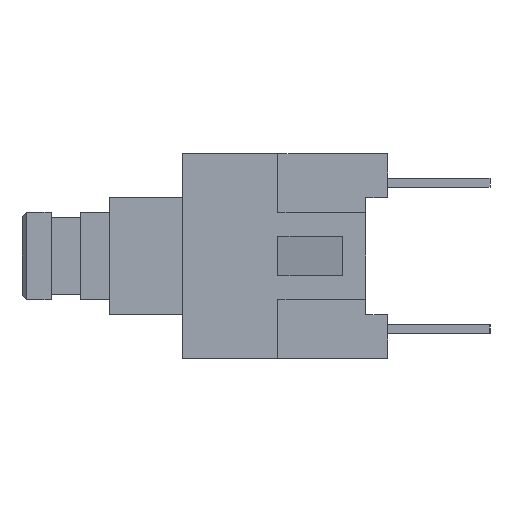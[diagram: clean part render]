
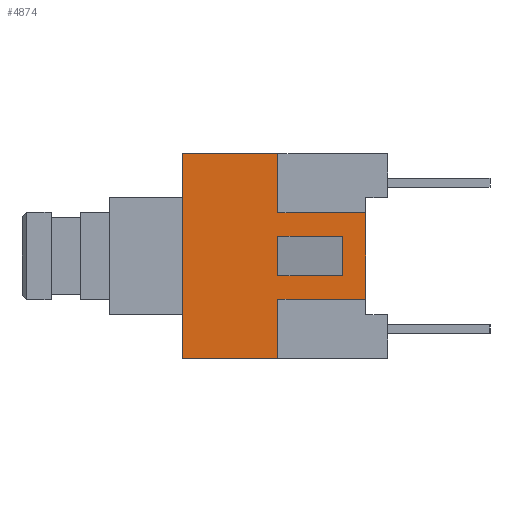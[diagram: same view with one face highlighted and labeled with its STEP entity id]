
A CAD part, left-side view. The second image highlights one B-rep face of the part: STEP entity #4874.
In plain terms, the highlighted planar face has unit normal (-1, 0, 0).
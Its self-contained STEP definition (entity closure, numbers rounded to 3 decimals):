
#11 = VECTOR ( 'NONE', #3641, 1000. ) ;
#59 = DIRECTION ( 'NONE',  ( 0., 0., 1. ) ) ;
#102 = DIRECTION ( 'NONE',  ( 0., 0., 1. ) ) ;
#122 = DIRECTION ( 'NONE',  ( 0., 0., 1. ) ) ;
#219 = LINE ( 'NONE', #625, #1808 ) ;
#299 = EDGE_CURVE ( 'NONE', #2773, #2558, #4258, .T. ) ;
#383 = CARTESIAN_POINT ( 'NONE',  ( -3.5, 1.55, 0.675 ) ) ;
#395 = FACE_BOUND ( 'NONE', #1998, .T. ) ;
#455 = EDGE_CURVE ( 'NONE', #5837, #2227, #953, .T. ) ;
#559 = CARTESIAN_POINT ( 'NONE',  ( -3.5, 0.75, -1.475 ) ) ;
#600 = VECTOR ( 'NONE', #59, 1000. ) ;
#603 = CARTESIAN_POINT ( 'NONE',  ( -3.5, 7., 3.5 ) ) ;
#625 = CARTESIAN_POINT ( 'NONE',  ( -3.5, 3.75, -0.675 ) ) ;
#639 = DIRECTION ( 'NONE',  ( 0., 1., 0. ) ) ;
#674 = DIRECTION ( 'NONE',  ( 0., 0., -1. ) ) ;
#676 = EDGE_CURVE ( 'NONE', #2467, #5837, #219, .T. ) ;
#736 = VERTEX_POINT ( 'NONE', #6764 ) ;
#769 = EDGE_CURVE ( 'NONE', #2558, #2467, #5228, .T. ) ;
#818 = CARTESIAN_POINT ( 'NONE',  ( -3.5, 0.75, 1.475 ) ) ;
#838 = EDGE_CURVE ( 'NONE', #6952, #4058, #5750, .T. ) ;
#845 = CARTESIAN_POINT ( 'NONE',  ( -3.5, -0.35, 3.85 ) ) ;
#911 = EDGE_LOOP ( 'NONE', ( #1937, #1143, #2008, #4366, #2285, #2139, #3580, #1443 ) ) ;
#913 = DIRECTION ( 'NONE',  ( -1., 0., 0. ) ) ;
#953 = LINE ( 'NONE', #5237, #5326 ) ;
#972 = EDGE_CURVE ( 'NONE', #6433, #736, #5984, .T. ) ;
#982 = CARTESIAN_POINT ( 'NONE',  ( -3.5, 3.75, -0.675 ) ) ;
#1125 = VECTOR ( 'NONE', #2442, 1000. ) ;
#1143 = ORIENTED_EDGE ( 'NONE', *, *, #838, .T. ) ;
#1443 = ORIENTED_EDGE ( 'NONE', *, *, #2191, .T. ) ;
#1503 = LINE ( 'NONE', #5813, #11 ) ;
#1528 = CARTESIAN_POINT ( 'NONE',  ( -3.5, 3.75, 3.5 ) ) ;
#1556 = VERTEX_POINT ( 'NONE', #4421 ) ;
#1625 = CARTESIAN_POINT ( 'NONE',  ( -3.5, 7., -3.5 ) ) ;
#1689 = EDGE_CURVE ( 'NONE', #4058, #2773, #3925, .T. ) ;
#1790 = CARTESIAN_POINT ( 'NONE',  ( -3.5, 3.75, -1.475 ) ) ;
#1808 = VECTOR ( 'NONE', #122, 1000. ) ;
#1864 = EDGE_CURVE ( 'NONE', #2190, #6952, #1503, .T. ) ;
#1914 = CARTESIAN_POINT ( 'NONE',  ( -3.5, 3.75, -0.675 ) ) ;
#1937 = ORIENTED_EDGE ( 'NONE', *, *, #1864, .T. ) ;
#1998 = EDGE_LOOP ( 'NONE', ( #5032, #4270, #6921, #6783 ) ) ;
#2008 = ORIENTED_EDGE ( 'NONE', *, *, #1689, .T. ) ;
#2139 = ORIENTED_EDGE ( 'NONE', *, *, #676, .T. ) ;
#2190 = VERTEX_POINT ( 'NONE', #1625 ) ;
#2191 = EDGE_CURVE ( 'NONE', #2227, #2190, #5417, .T. ) ;
#2227 = VERTEX_POINT ( 'NONE', #2810 ) ;
#2285 = ORIENTED_EDGE ( 'NONE', *, *, #769, .T. ) ;
#2302 = CARTESIAN_POINT ( 'NONE',  ( -3.5, 3.75, -3.5 ) ) ;
#2442 = DIRECTION ( 'NONE',  ( 0., 0., 1. ) ) ;
#2467 = VERTEX_POINT ( 'NONE', #6686 ) ;
#2476 = VECTOR ( 'NONE', #674, 1000. ) ;
#2547 = FACE_OUTER_BOUND ( 'NONE', #911, .T. ) ;
#2558 = VERTEX_POINT ( 'NONE', #818 ) ;
#2650 = VERTEX_POINT ( 'NONE', #383 ) ;
#2759 = CARTESIAN_POINT ( 'NONE',  ( -3.5, 3.75, -0.675 ) ) ;
#2773 = VERTEX_POINT ( 'NONE', #5480 ) ;
#2810 = CARTESIAN_POINT ( 'NONE',  ( -3.5, 7., 3.5 ) ) ;
#3008 = PLANE ( 'NONE',  #3270 ) ;
#3270 = AXIS2_PLACEMENT_3D ( 'NONE', #845, #913, #5203 ) ;
#3494 = CARTESIAN_POINT ( 'NONE',  ( -3.5, 0.75, 1.475 ) ) ;
#3580 = ORIENTED_EDGE ( 'NONE', *, *, #455, .T. ) ;
#3641 = DIRECTION ( 'NONE',  ( 0., -1., 0. ) ) ;
#3742 = CARTESIAN_POINT ( 'NONE',  ( -3.5, 1.55, 0.675 ) ) ;
#3831 = VECTOR ( 'NONE', #4528, 1000. ) ;
#3925 = LINE ( 'NONE', #1790, #3831 ) ;
#4058 = VERTEX_POINT ( 'NONE', #4828 ) ;
#4095 = EDGE_CURVE ( 'NONE', #736, #1556, #4902, .T. ) ;
#4130 = DIRECTION ( 'NONE',  ( 0., 1., 0. ) ) ;
#4153 = VECTOR ( 'NONE', #4130, 1000. ) ;
#4258 = LINE ( 'NONE', #559, #600 ) ;
#4270 = ORIENTED_EDGE ( 'NONE', *, *, #5109, .T. ) ;
#4284 = VECTOR ( 'NONE', #639, 1000. ) ;
#4366 = ORIENTED_EDGE ( 'NONE', *, *, #299, .T. ) ;
#4421 = CARTESIAN_POINT ( 'NONE',  ( -3.5, 3.75, 0.675 ) ) ;
#4452 = CARTESIAN_POINT ( 'NONE',  ( -3.5, 1.55, -0.675 ) ) ;
#4528 = DIRECTION ( 'NONE',  ( 0., -1., 0. ) ) ;
#4749 = VECTOR ( 'NONE', #6819, 1000. ) ;
#4828 = CARTESIAN_POINT ( 'NONE',  ( -3.5, 3.75, -1.475 ) ) ;
#4874 = ADVANCED_FACE ( 'NONE', ( #395, #2547 ), #3008, .T. ) ;
#4902 = LINE ( 'NONE', #2759, #5839 ) ;
#4971 = VECTOR ( 'NONE', #5980, 1000. ) ;
#5032 = ORIENTED_EDGE ( 'NONE', *, *, #4095, .T. ) ;
#5109 = EDGE_CURVE ( 'NONE', #1556, #2650, #6962, .T. ) ;
#5203 = DIRECTION ( 'NONE',  ( 0., 0., -1. ) ) ;
#5228 = LINE ( 'NONE', #3494, #4153 ) ;
#5237 = CARTESIAN_POINT ( 'NONE',  ( -3.5, 0., 3.5 ) ) ;
#5326 = VECTOR ( 'NONE', #6705, 1000. ) ;
#5417 = LINE ( 'NONE', #603, #4971 ) ;
#5480 = CARTESIAN_POINT ( 'NONE',  ( -3.5, 0.75, -1.475 ) ) ;
#5750 = LINE ( 'NONE', #1914, #1125 ) ;
#5813 = CARTESIAN_POINT ( 'NONE',  ( -3.5, 7., -3.5 ) ) ;
#5837 = VERTEX_POINT ( 'NONE', #1528 ) ;
#5839 = VECTOR ( 'NONE', #102, 1000. ) ;
#5905 = LINE ( 'NONE', #6095, #2476 ) ;
#5948 = EDGE_CURVE ( 'NONE', #2650, #6433, #5905, .T. ) ;
#5980 = DIRECTION ( 'NONE',  ( 0., 0., -1. ) ) ;
#5984 = LINE ( 'NONE', #982, #4284 ) ;
#6095 = CARTESIAN_POINT ( 'NONE',  ( -3.5, 1.55, -0.675 ) ) ;
#6433 = VERTEX_POINT ( 'NONE', #4452 ) ;
#6686 = CARTESIAN_POINT ( 'NONE',  ( -3.5, 3.75, 1.475 ) ) ;
#6705 = DIRECTION ( 'NONE',  ( 0., 1., 0. ) ) ;
#6764 = CARTESIAN_POINT ( 'NONE',  ( -3.5, 3.75, -0.675 ) ) ;
#6783 = ORIENTED_EDGE ( 'NONE', *, *, #972, .T. ) ;
#6819 = DIRECTION ( 'NONE',  ( 0., -1., 0. ) ) ;
#6921 = ORIENTED_EDGE ( 'NONE', *, *, #5948, .T. ) ;
#6952 = VERTEX_POINT ( 'NONE', #2302 ) ;
#6962 = LINE ( 'NONE', #3742, #4749 ) ;
